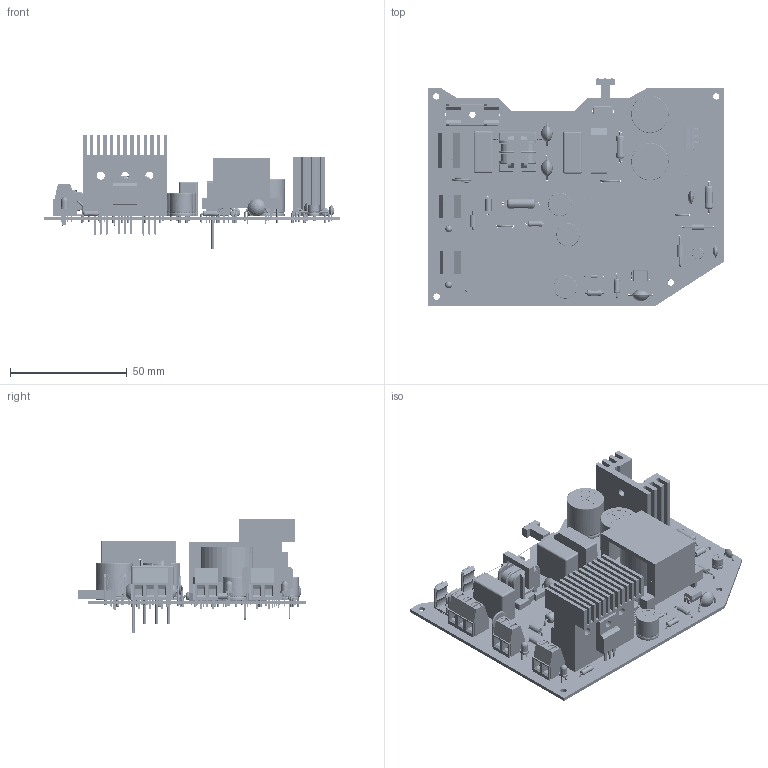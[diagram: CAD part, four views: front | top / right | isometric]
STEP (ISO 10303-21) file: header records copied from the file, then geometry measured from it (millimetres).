
FILE_DESCRIPTION(('FreeCAD Model'),'2;1');
FILE_NAME('Open CASCADE Shape Model','2025-04-28T07:14:27',('FreeCAD'),( 'FreeCAD'),'Open CASCADE STEP processor 7.6','FreeCAD','Unknown');
FILE_SCHEMA(('AUTOMOTIVE_DESIGN { 1 0 10303 214 1 1 1 1 }'));
Products named in the file (1): Open CASCADE STEP translator 7.6 1
Bounding box: 127 x 97.7 x 49 mm (x, y, z)
Volume: 78756.6 mm3; surface area: 108797.8 mm2
Topology: 476 solids, 714 shells, 5765 faces, 17360 edges, 12881 vertices
Faces by surface type: plane 3759, cylinder 1772, bspline 85, torus 80, revolution 45, sphere 24
Full cylindrical faces by diameter (mm): 0.002 x1, 0.5 x8, 0.51 x2, 0.55 x4, 0.6 x18, 0.688 x2, 0.7 x18, 0.75 x66, 0.8 x90, 0.85 x45, 0.9 x52, 0.95 x72, 1 x77, 1.02 x2, 1.05 x30, 1.1 x25, 1.15 x87, 1.2 x75, 1.25 x51, 1.3 x51, 1.35 x12, 1.4 x16, 1.45 x12, 1.5 x8, 1.6 x40, 1.61 x1, 1.8 x18, 2 x30, 2.2 x4, 2.25 x4
Entity records: 208414 total; most frequent: CARTESIAN_POINT 46140, DIRECTION 33690, ORIENTED_EDGE 30336, EDGE_CURVE 17334, VERTEX_POINT 12881, LINE 11719, VECTOR 11719, AXIS2_PLACEMENT_3D 10963
